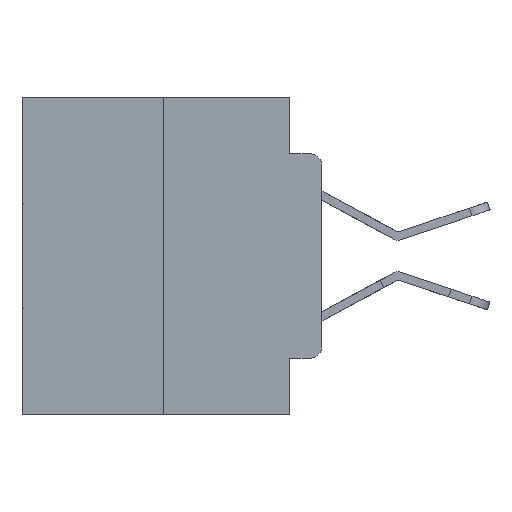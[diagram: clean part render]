
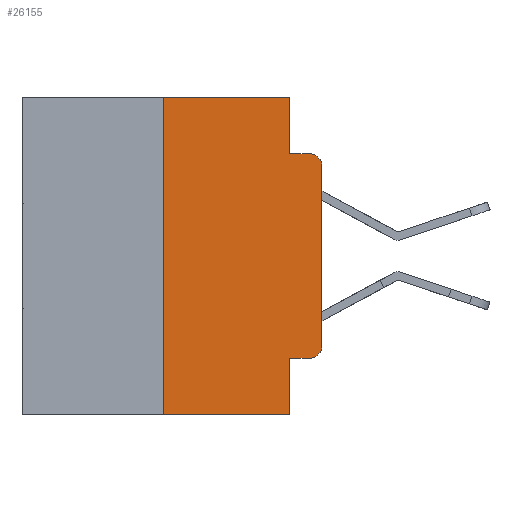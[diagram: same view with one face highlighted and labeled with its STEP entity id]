
A CAD part, left-side view. The second image highlights one B-rep face of the part: STEP entity #26155.
In plain terms, the highlighted planar face has unit normal (-1, 0, 0).
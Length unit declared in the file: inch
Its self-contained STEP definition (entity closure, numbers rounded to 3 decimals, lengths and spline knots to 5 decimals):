
#1192 = VERTEX_POINT ( 'NONE', #1722 ) ;
#1285 = ORIENTED_EDGE ( 'NONE', *, *, #18110, .T. ) ;
#1466 = CARTESIAN_POINT ( 'NONE',  ( 0., 0.02, -0.4115 ) ) ;
#1722 = CARTESIAN_POINT ( 'NONE',  ( 0., 0., -0.3915 ) ) ;
#1754 = VECTOR ( 'NONE', #11737, 39.37008 ) ;
#1890 = EDGE_CURVE ( 'NONE', #17768, #7664, #6392, .T. ) ;
#2043 = DIRECTION ( 'NONE',  ( 0., -1., 0. ) ) ;
#2242 = VECTOR ( 'NONE', #14485, 39.37008 ) ;
#2333 = ORIENTED_EDGE ( 'NONE', *, *, #1890, .T. ) ;
#2625 = ORIENTED_EDGE ( 'NONE', *, *, #28437, .F. ) ;
#2650 = VECTOR ( 'NONE', #14697, 39.37008 ) ;
#2870 = ORIENTED_EDGE ( 'NONE', *, *, #9327, .F. ) ;
#3121 = ORIENTED_EDGE ( 'NONE', *, *, #27439, .F. ) ;
#3270 = CARTESIAN_POINT ( 'NONE',  ( 0., 0.25, -0.5 ) ) ;
#3613 = ORIENTED_EDGE ( 'NONE', *, *, #15358, .F. ) ;
#3664 = ORIENTED_EDGE ( 'NONE', *, *, #12915, .T. ) ;
#3763 = DIRECTION ( 'NONE',  ( -1., 0., 0. ) ) ;
#3916 = ORIENTED_EDGE ( 'NONE', *, *, #21463, .F. ) ;
#3965 = ORIENTED_EDGE ( 'NONE', *, *, #8012, .T. ) ;
#4424 = ORIENTED_EDGE ( 'NONE', *, *, #14464, .T. ) ;
#4463 = CARTESIAN_POINT ( 'NONE',  ( 0., 0.051, 0. ) ) ;
#4674 = AXIS2_PLACEMENT_3D ( 'NONE', #22023, #11040, #26410 ) ;
#4840 = VECTOR ( 'NONE', #2043, 39.37008 ) ;
#5603 = CARTESIAN_POINT ( 'NONE',  ( 0., 0.051, 0. ) ) ;
#6392 = CIRCLE ( 'NONE', #28063, 0.02 ) ;
#6774 = DIRECTION ( 'NONE',  ( 0., -1., 0. ) ) ;
#7069 = CARTESIAN_POINT ( 'NONE',  ( 0., 0., 0. ) ) ;
#7664 = VERTEX_POINT ( 'NONE', #27899 ) ;
#7760 = LINE ( 'NONE', #18256, #1754 ) ;
#8012 = EDGE_CURVE ( 'NONE', #15361, #9059, #12348, .T. ) ;
#8232 = LINE ( 'NONE', #5603, #2242 ) ;
#9059 = VERTEX_POINT ( 'NONE', #1466 ) ;
#9327 = EDGE_CURVE ( 'NONE', #20474, #20482, #7760, .T. ) ;
#10488 = CARTESIAN_POINT ( 'NONE',  ( 0., 0.02, -0.1085 ) ) ;
#11040 = DIRECTION ( 'NONE',  ( 1., 0., 0. ) ) ;
#11190 = CARTESIAN_POINT ( 'NONE',  ( 0., 0.051, -0.0885 ) ) ;
#11245 = LINE ( 'NONE', #7069, #14998 ) ;
#11351 = CARTESIAN_POINT ( 'NONE',  ( 0., 0.25, 0. ) ) ;
#11406 = LINE ( 'NONE', #11351, #28225 ) ;
#11737 = DIRECTION ( 'NONE',  ( 0., 0., -1. ) ) ;
#12348 = LINE ( 'NONE', #17757, #18174 ) ;
#12500 = CARTESIAN_POINT ( 'NONE',  ( 0., 0.051, -0.0885 ) ) ;
#12584 = VECTOR ( 'NONE', #25089, 39.37008 ) ;
#12692 = DIRECTION ( 'NONE',  ( 0., 0., -1. ) ) ;
#12915 = EDGE_CURVE ( 'NONE', #25339, #15025, #24971, .T. ) ;
#12964 = EDGE_LOOP ( 'NONE', ( #1285, #2333, #2625, #2870, #3121, #3613, #3664, #3916, #3965, #4424 ) ) ;
#13136 = PLANE ( 'NONE',  #4674 ) ;
#13373 = AXIS2_PLACEMENT_3D ( 'NONE', #17049, #3763, #19254 ) ;
#13538 = DIRECTION ( 'NONE',  ( 0., 0., 1. ) ) ;
#14464 = EDGE_CURVE ( 'NONE', #9059, #1192, #23193, .T. ) ;
#14485 = DIRECTION ( 'NONE',  ( 0., 0., -1. ) ) ;
#14498 = CARTESIAN_POINT ( 'NONE',  ( 0., 0.051, -0.5 ) ) ;
#14697 = DIRECTION ( 'NONE',  ( 0., -1., 0. ) ) ;
#14911 = FACE_OUTER_BOUND ( 'NONE', #12964, .T. ) ;
#14998 = VECTOR ( 'NONE', #20261, 39.37008 ) ;
#15025 = VERTEX_POINT ( 'NONE', #14498 ) ;
#15358 = EDGE_CURVE ( 'NONE', #25339, #20973, #11406, .T. ) ;
#15361 = VERTEX_POINT ( 'NONE', #26717 ) ;
#17049 = CARTESIAN_POINT ( 'NONE',  ( 0., 0.02, -0.3915 ) ) ;
#17757 = CARTESIAN_POINT ( 'NONE',  ( 0., 0.051, -0.4115 ) ) ;
#17768 = VERTEX_POINT ( 'NONE', #19869 ) ;
#18110 = EDGE_CURVE ( 'NONE', #1192, #17768, #11245, .T. ) ;
#18174 = VECTOR ( 'NONE', #6774, 39.37008 ) ;
#18256 = CARTESIAN_POINT ( 'NONE',  ( 0., 0.051, 0. ) ) ;
#18562 = CARTESIAN_POINT ( 'NONE',  ( 0., 0.473, -0.5 ) ) ;
#19254 = DIRECTION ( 'NONE',  ( 0., 0., -1. ) ) ;
#19869 = CARTESIAN_POINT ( 'NONE',  ( 0., 0., -0.1085 ) ) ;
#20261 = DIRECTION ( 'NONE',  ( 0., 0., 1. ) ) ;
#20355 = LINE ( 'NONE', #12500, #2650 ) ;
#20474 = VERTEX_POINT ( 'NONE', #4463 ) ;
#20482 = VERTEX_POINT ( 'NONE', #11190 ) ;
#20973 = VERTEX_POINT ( 'NONE', #23851 ) ;
#21463 = EDGE_CURVE ( 'NONE', #15361, #15025, #8232, .T. ) ;
#22023 = CARTESIAN_POINT ( 'NONE',  ( 0., 0.473, 0. ) ) ;
#22509 = LINE ( 'NONE', #28509, #4840 ) ;
#23193 = CIRCLE ( 'NONE', #13373, 0.02 ) ;
#23851 = CARTESIAN_POINT ( 'NONE',  ( 0., 0.25, 0. ) ) ;
#24971 = LINE ( 'NONE', #18562, #12584 ) ;
#25089 = DIRECTION ( 'NONE',  ( 0., -1., 0. ) ) ;
#25339 = VERTEX_POINT ( 'NONE', #3270 ) ;
#25848 = DIRECTION ( 'NONE',  ( -1., 0., 0. ) ) ;
#26155 = ADVANCED_FACE ( 'NONE', ( #14911 ), #13136, .F. ) ;
#26410 = DIRECTION ( 'NONE',  ( 0., 0., -1. ) ) ;
#26717 = CARTESIAN_POINT ( 'NONE',  ( 0., 0.051, -0.4115 ) ) ;
#27439 = EDGE_CURVE ( 'NONE', #20973, #20474, #22509, .T. ) ;
#27899 = CARTESIAN_POINT ( 'NONE',  ( 0., 0.02, -0.0885 ) ) ;
#28063 = AXIS2_PLACEMENT_3D ( 'NONE', #10488, #25848, #12692 ) ;
#28225 = VECTOR ( 'NONE', #13538, 39.37008 ) ;
#28437 = EDGE_CURVE ( 'NONE', #20482, #7664, #20355, .T. ) ;
#28509 = CARTESIAN_POINT ( 'NONE',  ( 0., 0.473, 0. ) ) ;
